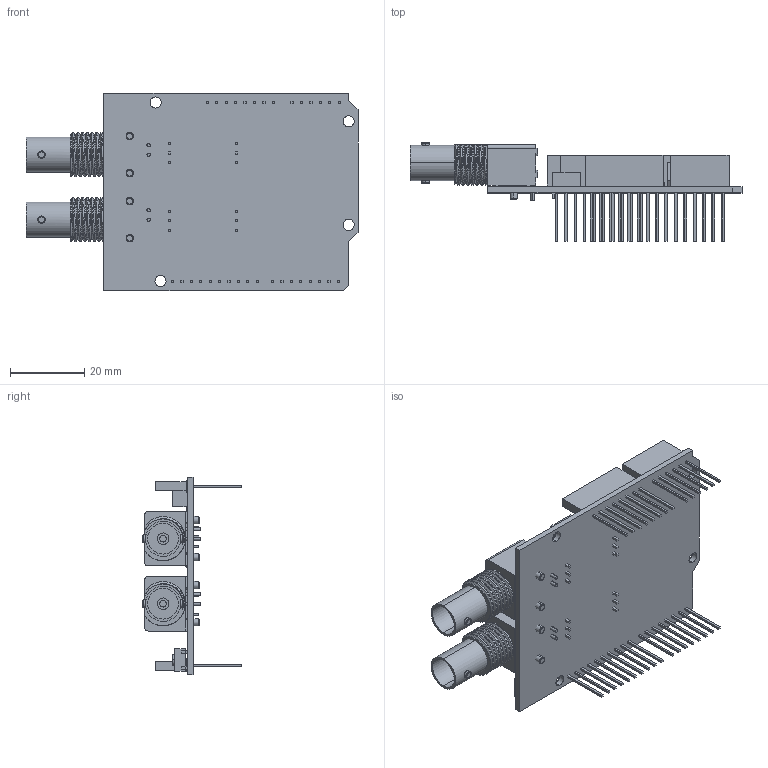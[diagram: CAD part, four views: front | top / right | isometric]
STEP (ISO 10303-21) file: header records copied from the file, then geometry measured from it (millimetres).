
FILE_DESCRIPTION (( 'STEP AP203' ), '1' );
FILE_NAME ('Baugruppe_tentacle_mini.STEP', '2018-08-14T13:37:03', ( '' ), ( '' ), 'SwSTEP 2.0', 'SolidWorks 2017', '' );
FILE_SCHEMA (( 'CONFIG_CONTROL_DESIGN' ));
Length unit declared in the file: millimetre
Products named in the file (6): recom_1; Lot4_1; reset_switch_1; tentacle_mini_T2.16_1; bnc connector_1; Baugruppe_tentacle_mini
Assembly tree (8 placements, depth 2):
  Baugruppe_tentacle_mini
    tentacle_mini_T2.16_1
    reset_switch_1
    bnc connector_1  x2
    recom_1  x2
    Lot4_1  x2
Bounding box: 89.6 x 26.6 x 53.3 mm (x, y, z)
Volume: 16588.2 mm3; surface area: 20168.5 mm2
Topology: 110 solids, 110 shells, 1350 faces, 3151 edges, 2034 vertices
Faces by surface type: plane 1106, cylinder 162, bspline 82
Entity records: 40816 total; most frequent: CARTESIAN_POINT 16676, ORIENTED_EDGE 4828, DIRECTION 4481, EDGE_CURVE 2414, LINE 2115, VECTOR 2115, VERTEX_POINT 1546, AXIS2_PLACEMENT_3D 1183
